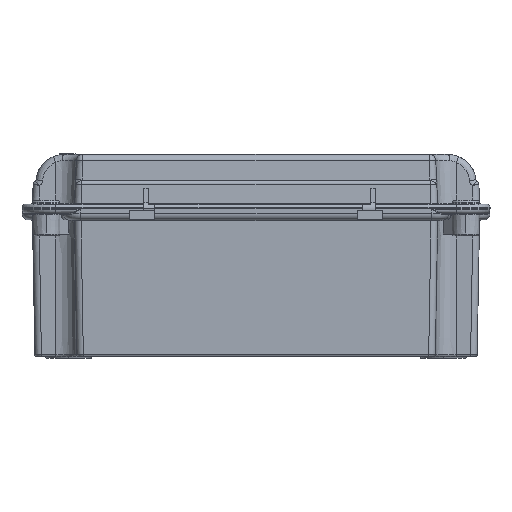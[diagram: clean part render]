
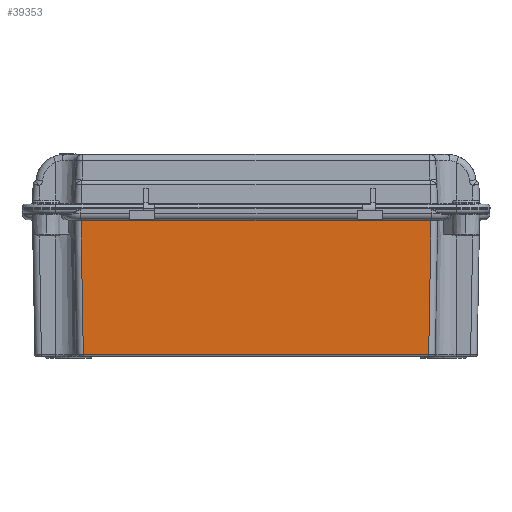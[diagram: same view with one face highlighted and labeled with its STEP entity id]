
A CAD part, left-side view. The second image highlights one B-rep face of the part: STEP entity #39353.
In plain terms, the highlighted planar face has unit normal (-1, 0, -0.018).
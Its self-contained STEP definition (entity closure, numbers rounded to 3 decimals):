
#1923 = EDGE_CURVE ( 'NONE', #137310, #69281, #23127, .T. ) ;
#9065 = CARTESIAN_POINT ( 'NONE',  ( -129.471, -93.577, 77.367 ) ) ;
#14069 = CARTESIAN_POINT ( 'NONE',  ( -129.471, 93.577, 77.367 ) ) ;
#20399 = DIRECTION ( 'NONE',  ( -0.017, -0.017, 1. ) ) ;
#23127 = LINE ( 'NONE', #9065, #139281 ) ;
#32687 = LINE ( 'NONE', #83493, #115429 ) ;
#33419 = VERTEX_POINT ( 'NONE', #144791 ) ;
#33844 = DIRECTION ( 'NONE',  ( -0.017, 0., 1. ) ) ;
#39353 = ADVANCED_FACE ( 'NONE', ( #129862 ), #55961, .T. ) ;
#40769 = VERTEX_POINT ( 'NONE', #99289 ) ;
#42729 = EDGE_LOOP ( 'NONE', ( #129653, #111717, #52439, #89998 ) ) ;
#47283 = CARTESIAN_POINT ( 'NONE',  ( -128.138, -92.226, 0.983 ) ) ;
#52439 = ORIENTED_EDGE ( 'NONE', *, *, #123730, .T. ) ;
#55961 = PLANE ( 'NONE',  #93699 ) ;
#61026 = LINE ( 'NONE', #14069, #143818 ) ;
#69281 = VERTEX_POINT ( 'NONE', #72618 ) ;
#72618 = CARTESIAN_POINT ( 'NONE',  ( -129.387, -93.492, 72.509 ) ) ;
#80684 = DIRECTION ( 'NONE',  ( 0., -1., 0. ) ) ;
#82145 = VECTOR ( 'NONE', #80684, 1000. ) ;
#83493 = CARTESIAN_POINT ( 'NONE',  ( -129.387, 0., 72.509 ) ) ;
#85237 = CARTESIAN_POINT ( 'NONE',  ( -128.138, -92.243, 0.983 ) ) ;
#86147 = EDGE_CURVE ( 'NONE', #69281, #40769, #32687, .T. ) ;
#89848 = CARTESIAN_POINT ( 'NONE',  ( -129.5, 0., 79. ) ) ;
#89998 = ORIENTED_EDGE ( 'NONE', *, *, #137596, .T. ) ;
#92797 = DIRECTION ( 'NONE',  ( 0.017, -0.017, -1. ) ) ;
#93699 = AXIS2_PLACEMENT_3D ( 'NONE', #89848, #101208, #33844 ) ;
#94824 = DIRECTION ( 'NONE',  ( 0., 1., 0. ) ) ;
#99289 = CARTESIAN_POINT ( 'NONE',  ( -129.387, 93.492, 72.509 ) ) ;
#101208 = DIRECTION ( 'NONE',  ( -1., 0., -0.017 ) ) ;
#111717 = ORIENTED_EDGE ( 'NONE', *, *, #86147, .T. ) ;
#115429 = VECTOR ( 'NONE', #94824, 1000. ) ;
#123730 = EDGE_CURVE ( 'NONE', #40769, #33419, #61026, .T. ) ;
#129653 = ORIENTED_EDGE ( 'NONE', *, *, #1923, .T. ) ;
#129862 = FACE_OUTER_BOUND ( 'NONE', #42729, .T. ) ;
#137310 = VERTEX_POINT ( 'NONE', #85237 ) ;
#137596 = EDGE_CURVE ( 'NONE', #33419, #137310, #138482, .T. ) ;
#138482 = LINE ( 'NONE', #47283, #82145 ) ;
#139281 = VECTOR ( 'NONE', #20399, 1000. ) ;
#143818 = VECTOR ( 'NONE', #92797, 1000. ) ;
#144791 = CARTESIAN_POINT ( 'NONE',  ( -128.138, 92.243, 0.983 ) ) ;
